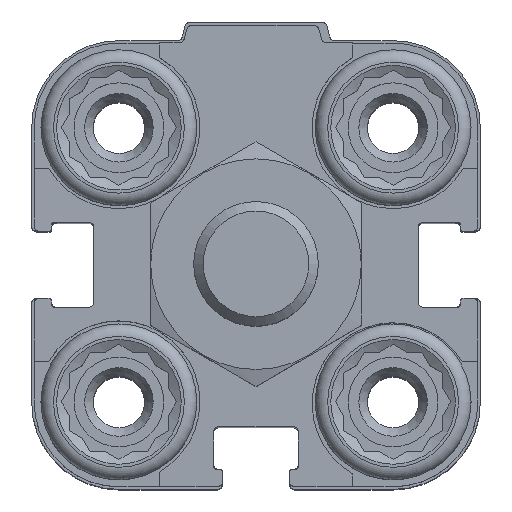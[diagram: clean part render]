
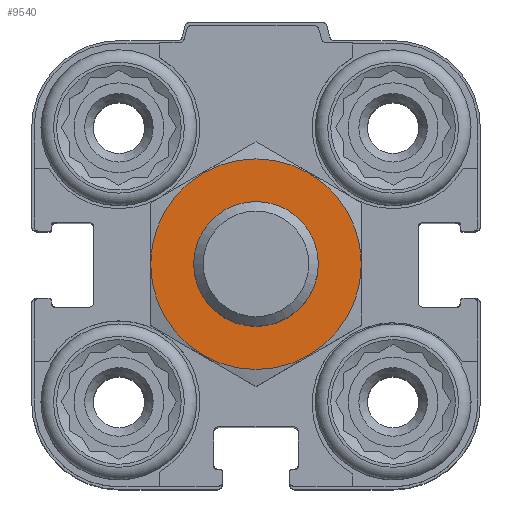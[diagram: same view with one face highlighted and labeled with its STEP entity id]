
A CAD part, top view. The second image highlights one B-rep face of the part: STEP entity #9540.
In plain terms, the highlighted face is planar.
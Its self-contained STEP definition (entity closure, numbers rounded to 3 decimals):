
#2053=PLANE('',#10431);
#5000=ORIENTED_EDGE('',*,*,#6379,.F.);
#5001=ORIENTED_EDGE('',*,*,#6380,.T.);
#6379=EDGE_CURVE('',#7312,#7312,#7641,.T.);
#6380=EDGE_CURVE('',#7313,#7313,#7642,.T.);
#7312=VERTEX_POINT('',#16290);
#7313=VERTEX_POINT('',#16292);
#7641=CIRCLE('',#10432,8.45);
#7642=CIRCLE('',#10433,5.);
#8285=EDGE_LOOP('',(#5000));
#8286=EDGE_LOOP('',(#5001));
#8957=FACE_BOUND('',#8285,.T.);
#8958=FACE_BOUND('',#8286,.T.);
#9540=ADVANCED_FACE('',(#8957,#8958),#2053,.F.);
#10431=AXIS2_PLACEMENT_3D('',#16288,#12910,#12911);
#10432=AXIS2_PLACEMENT_3D('',#16289,#12912,#12913);
#10433=AXIS2_PLACEMENT_3D('',#16291,#12914,#12915);
#12910=DIRECTION('',(0.,-1.,0.));
#12911=DIRECTION('',(0.,0.,-1.));
#12912=DIRECTION('',(0.,-1.,0.));
#12913=DIRECTION('',(0.,0.,-1.));
#12914=DIRECTION('',(0.,-1.,0.));
#12915=DIRECTION('',(0.,0.,-1.));
#16288=CARTESIAN_POINT('',(0.,0.,0.));
#16289=CARTESIAN_POINT('',(0.,0.,0.));
#16290=CARTESIAN_POINT('',(0.,0.,-8.45));
#16291=CARTESIAN_POINT('',(0.,0.,0.));
#16292=CARTESIAN_POINT('',(0.,0.,-5.));
